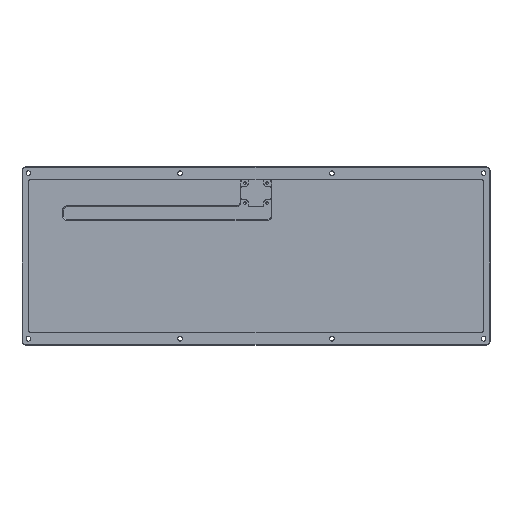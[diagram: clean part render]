
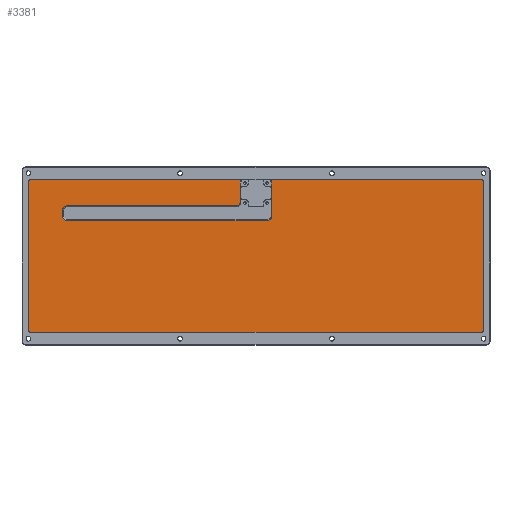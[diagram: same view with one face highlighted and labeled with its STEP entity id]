
A CAD part, top view. The second image highlights one B-rep face of the part: STEP entity #3381.
In plain terms, the highlighted planar face has unit normal (0, 0, 1).
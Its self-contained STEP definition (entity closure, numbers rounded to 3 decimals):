
#104=PLANE('',#3752);
#303=FACE_OUTER_BOUND('',#537,.T.);
#537=EDGE_LOOP('',(#2710,#2711,#2712,#2713,#2714,#2715,#2716,#2717,#2718,
#2719,#2720,#2721,#2722,#2723,#2724,#2725,#2726,#2727,#2728,#2729));
#780=LINE('',#5941,#1031);
#781=LINE('',#5945,#1032);
#782=LINE('',#5949,#1033);
#783=LINE('',#5953,#1034);
#784=LINE('',#5957,#1035);
#785=LINE('',#5961,#1036);
#786=LINE('',#5965,#1037);
#787=LINE('',#5969,#1038);
#788=LINE('',#5973,#1039);
#789=LINE('',#5976,#1040);
#1031=VECTOR('',#4588,10.);
#1032=VECTOR('',#4591,10.);
#1033=VECTOR('',#4594,10.);
#1034=VECTOR('',#4597,10.);
#1035=VECTOR('',#4600,10.);
#1036=VECTOR('',#4603,10.);
#1037=VECTOR('',#4606,10.);
#1038=VECTOR('',#4609,10.);
#1039=VECTOR('',#4612,10.);
#1040=VECTOR('',#4615,10.);
#1277=CIRCLE('',#3751,1.5);
#1278=CIRCLE('',#3753,1.5);
#1279=CIRCLE('',#3754,1.5);
#1280=CIRCLE('',#3755,2.);
#1281=CIRCLE('',#3756,3.);
#1282=CIRCLE('',#3757,3.);
#1283=CIRCLE('',#3758,3.);
#1284=CIRCLE('',#3759,2.);
#1285=CIRCLE('',#3760,2.);
#1286=CIRCLE('',#3761,1.5);
#1546=VERTEX_POINT('',#5934);
#1547=VERTEX_POINT('',#5935);
#1548=VERTEX_POINT('',#5940);
#1549=VERTEX_POINT('',#5942);
#1550=VERTEX_POINT('',#5944);
#1551=VERTEX_POINT('',#5946);
#1552=VERTEX_POINT('',#5948);
#1553=VERTEX_POINT('',#5950);
#1554=VERTEX_POINT('',#5952);
#1555=VERTEX_POINT('',#5954);
#1556=VERTEX_POINT('',#5956);
#1557=VERTEX_POINT('',#5958);
#1558=VERTEX_POINT('',#5960);
#1559=VERTEX_POINT('',#5962);
#1560=VERTEX_POINT('',#5964);
#1561=VERTEX_POINT('',#5966);
#1562=VERTEX_POINT('',#5968);
#1563=VERTEX_POINT('',#5970);
#1564=VERTEX_POINT('',#5972);
#1565=VERTEX_POINT('',#5974);
#1960=EDGE_CURVE('',#1546,#1547,#1277,.T.);
#1963=EDGE_CURVE('',#1548,#1547,#780,.T.);
#1964=EDGE_CURVE('',#1548,#1549,#1278,.T.);
#1965=EDGE_CURVE('',#1550,#1549,#781,.T.);
#1966=EDGE_CURVE('',#1550,#1551,#1279,.T.);
#1967=EDGE_CURVE('',#1552,#1551,#782,.T.);
#1968=EDGE_CURVE('',#1553,#1552,#1280,.T.);
#1969=EDGE_CURVE('',#1554,#1553,#783,.T.);
#1970=EDGE_CURVE('',#1555,#1554,#1281,.T.);
#1971=EDGE_CURVE('',#1556,#1555,#784,.T.);
#1972=EDGE_CURVE('',#1557,#1556,#1282,.T.);
#1973=EDGE_CURVE('',#1558,#1557,#785,.T.);
#1974=EDGE_CURVE('',#1559,#1558,#1283,.T.);
#1975=EDGE_CURVE('',#1560,#1559,#786,.T.);
#1976=EDGE_CURVE('',#1561,#1560,#1284,.T.);
#1977=EDGE_CURVE('',#1562,#1561,#787,.T.);
#1978=EDGE_CURVE('',#1563,#1562,#1285,.T.);
#1979=EDGE_CURVE('',#1564,#1563,#788,.T.);
#1980=EDGE_CURVE('',#1564,#1565,#1286,.T.);
#1981=EDGE_CURVE('',#1546,#1565,#789,.T.);
#2710=ORIENTED_EDGE('',*,*,#1960,.T.);
#2711=ORIENTED_EDGE('',*,*,#1963,.F.);
#2712=ORIENTED_EDGE('',*,*,#1964,.T.);
#2713=ORIENTED_EDGE('',*,*,#1965,.F.);
#2714=ORIENTED_EDGE('',*,*,#1966,.T.);
#2715=ORIENTED_EDGE('',*,*,#1967,.F.);
#2716=ORIENTED_EDGE('',*,*,#1968,.F.);
#2717=ORIENTED_EDGE('',*,*,#1969,.F.);
#2718=ORIENTED_EDGE('',*,*,#1970,.F.);
#2719=ORIENTED_EDGE('',*,*,#1971,.F.);
#2720=ORIENTED_EDGE('',*,*,#1972,.F.);
#2721=ORIENTED_EDGE('',*,*,#1973,.F.);
#2722=ORIENTED_EDGE('',*,*,#1974,.F.);
#2723=ORIENTED_EDGE('',*,*,#1975,.F.);
#2724=ORIENTED_EDGE('',*,*,#1976,.F.);
#2725=ORIENTED_EDGE('',*,*,#1977,.F.);
#2726=ORIENTED_EDGE('',*,*,#1978,.F.);
#2727=ORIENTED_EDGE('',*,*,#1979,.F.);
#2728=ORIENTED_EDGE('',*,*,#1980,.T.);
#2729=ORIENTED_EDGE('',*,*,#1981,.F.);
#3381=ADVANCED_FACE('',(#303),#104,.T.);
#3751=AXIS2_PLACEMENT_3D('',#5936,#4582,#4583);
#3752=AXIS2_PLACEMENT_3D('',#5939,#4586,#4587);
#3753=AXIS2_PLACEMENT_3D('',#5943,#4589,#4590);
#3754=AXIS2_PLACEMENT_3D('',#5947,#4592,#4593);
#3755=AXIS2_PLACEMENT_3D('',#5951,#4595,#4596);
#3756=AXIS2_PLACEMENT_3D('',#5955,#4598,#4599);
#3757=AXIS2_PLACEMENT_3D('',#5959,#4601,#4602);
#3758=AXIS2_PLACEMENT_3D('',#5963,#4604,#4605);
#3759=AXIS2_PLACEMENT_3D('',#5967,#4607,#4608);
#3760=AXIS2_PLACEMENT_3D('',#5971,#4610,#4611);
#3761=AXIS2_PLACEMENT_3D('',#5975,#4613,#4614);
#4582=DIRECTION('center_axis',(0.,0.,1.));
#4583=DIRECTION('ref_axis',(-0.707,-0.707,0.));
#4586=DIRECTION('center_axis',(0.,0.,1.));
#4587=DIRECTION('ref_axis',(1.,0.,0.));
#4588=DIRECTION('',(-1.,0.,0.));
#4589=DIRECTION('center_axis',(0.,0.,1.));
#4590=DIRECTION('ref_axis',(0.707,-0.707,0.));
#4591=DIRECTION('',(0.,-1.,0.));
#4592=DIRECTION('center_axis',(0.,0.,1.));
#4593=DIRECTION('ref_axis',(0.707,0.707,0.));
#4594=DIRECTION('',(1.,0.,0.));
#4595=DIRECTION('center_axis',(0.,0.,1.));
#4596=DIRECTION('ref_axis',(0.707,0.707,0.));
#4597=DIRECTION('',(0.,1.,0.));
#4598=DIRECTION('center_axis',(0.,0.,1.));
#4599=DIRECTION('ref_axis',(0.707,-0.707,0.));
#4600=DIRECTION('',(1.,0.,0.));
#4601=DIRECTION('center_axis',(0.,0.,1.));
#4602=DIRECTION('ref_axis',(-0.707,-0.707,0.));
#4603=DIRECTION('',(0.,-1.,0.));
#4604=DIRECTION('center_axis',(0.,0.,1.));
#4605=DIRECTION('ref_axis',(-0.707,0.707,0.));
#4606=DIRECTION('',(-1.,0.,0.));
#4607=DIRECTION('center_axis',(0.,0.,-1.));
#4608=DIRECTION('ref_axis',(0.707,-0.707,0.));
#4609=DIRECTION('',(0.,-1.,0.));
#4610=DIRECTION('center_axis',(0.,0.,1.));
#4611=DIRECTION('ref_axis',(-0.707,0.707,0.));
#4612=DIRECTION('',(1.,0.,0.));
#4613=DIRECTION('center_axis',(0.,0.,1.));
#4614=DIRECTION('ref_axis',(-0.707,0.707,0.));
#4615=DIRECTION('',(0.,1.,0.));
#5934=CARTESIAN_POINT('',(-0.5,-94.25,-8.2));
#5935=CARTESIAN_POINT('',(1.,-95.75,-8.2));
#5936=CARTESIAN_POINT('Origin',(1.,-94.25,-8.2));
#5939=CARTESIAN_POINT('Origin',(290.25,-103.75,-8.2));
#5940=CARTESIAN_POINT('',(284.75,-95.75,-8.2));
#5941=CARTESIAN_POINT('',(144.875,-95.75,-8.2));
#5942=CARTESIAN_POINT('',(286.25,-94.25,-8.2));
#5943=CARTESIAN_POINT('Origin',(284.75,-94.25,-8.2));
#5944=CARTESIAN_POINT('',(286.25,-1.,-8.2));
#5945=CARTESIAN_POINT('',(286.25,-99.75,-8.2));
#5946=CARTESIAN_POINT('',(284.75,0.5,-8.2));
#5947=CARTESIAN_POINT('Origin',(284.75,-1.,-8.2));
#5948=CARTESIAN_POINT('',(152.2,0.5,-8.2));
#5949=CARTESIAN_POINT('',(288.25,0.5,-8.2));
#5950=CARTESIAN_POINT('',(152.877,-1.,-8.2));
#5951=CARTESIAN_POINT('Origin',(150.877,-1.,-8.2));
#5952=CARTESIAN_POINT('',(152.877,-22.209,-8.2));
#5953=CARTESIAN_POINT('',(152.877,-60.125,-8.2));
#5954=CARTESIAN_POINT('',(149.877,-25.209,-8.2));
#5955=CARTESIAN_POINT('Origin',(149.877,-22.209,-8.2));
#5956=CARTESIAN_POINT('',(24.07,-25.209,-8.2));
#5957=CARTESIAN_POINT('',(221.314,-25.209,-8.2));
#5958=CARTESIAN_POINT('',(21.07,-22.209,-8.2));
#5959=CARTESIAN_POINT('Origin',(24.07,-22.209,-8.2));
#5960=CARTESIAN_POINT('',(21.07,-19.,-8.2));
#5961=CARTESIAN_POINT('',(21.07,-64.23,-8.2));
#5962=CARTESIAN_POINT('',(24.07,-16.,-8.2));
#5963=CARTESIAN_POINT('Origin',(24.07,-19.,-8.2));
#5964=CARTESIAN_POINT('',(130.877,-16.,-8.2));
#5965=CARTESIAN_POINT('',(155.91,-16.,-8.2));
#5966=CARTESIAN_POINT('',(132.877,-14.,-8.2));
#5967=CARTESIAN_POINT('Origin',(130.877,-14.,-8.2));
#5968=CARTESIAN_POINT('',(132.877,-1.,-8.2));
#5969=CARTESIAN_POINT('',(132.877,-51.625,-8.2));
#5970=CARTESIAN_POINT('',(133.554,0.5,-8.2));
#5971=CARTESIAN_POINT('Origin',(134.877,-1.,-8.2));
#5972=CARTESIAN_POINT('',(1.,0.5,-8.2));
#5973=CARTESIAN_POINT('',(288.25,0.5,-8.2));
#5974=CARTESIAN_POINT('',(-0.5,-1.,-8.2));
#5975=CARTESIAN_POINT('Origin',(1.,-1.,-8.2));
#5976=CARTESIAN_POINT('',(-0.5,-51.625,-8.2));
